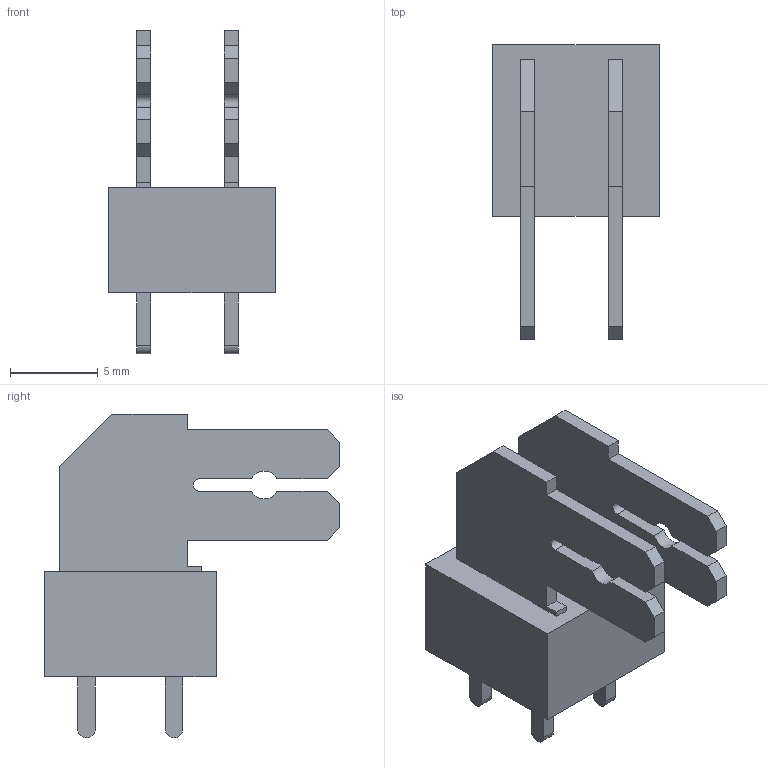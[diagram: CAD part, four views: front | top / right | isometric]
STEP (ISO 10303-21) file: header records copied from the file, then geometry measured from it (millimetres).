
FILE_DESCRIPTION(('CATIA V5 STEP Exchange','CAx-IF Rec.Pracs.--- Model Styling and Organization---1.2---2011-12-15'),'2;1');
FILE_NAME ('D1464919_0_9511410000_9511410000.stp','2018-08-31T15:38:04+00:00',('none'),('Weidmueller'),'CATIA Version 5-6 Release 2014','CATIA V5 STEP AP214','none');
FILE_SCHEMA(('AUTOMOTIVE_DESIGN { 1 0 10303 214 1 1 1 1 }'));
Length unit declared in the file: millimetre
Products named in the file (1): 9511410000
Bounding box: 9.5 x 16.85 x 18.5 mm (x, y, z)
Volume: 743.1 mm3; surface area: 1171 mm2
Topology: 3 solids, 3 shells, 88 faces, 246 edges, 164 vertices
Faces by surface type: plane 78, cylinder 10
Entity records: 2598 total; most frequent: ORIENTED_EDGE 492, CARTESIAN_POINT 456, DIRECTION 336, EDGE_CURVE 246, VECTOR 226, LINE 226, VERTEX_POINT 164, EDGE_LOOP 96
